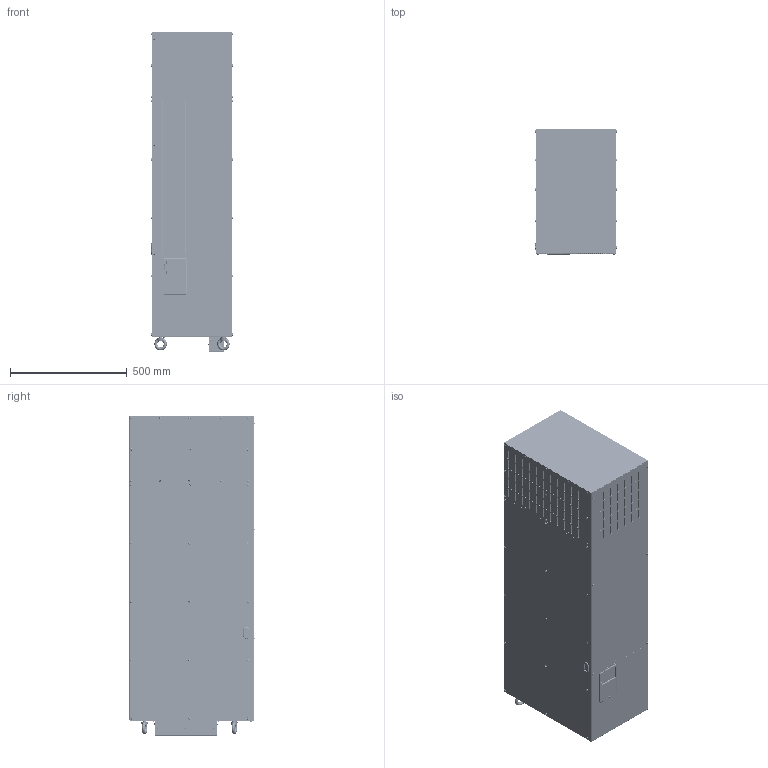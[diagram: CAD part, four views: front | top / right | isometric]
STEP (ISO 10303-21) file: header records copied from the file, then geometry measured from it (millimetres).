
FILE_DESCRIPTION (( 'STEP AP214' ), '1' );
FILE_NAME ('FC-430-L_1.STEP', '2025-05-07T13:50:12', ( '' ), ( '' ), 'SwSTEP 2.0', 'SolidWorks 2022', '' );
FILE_SCHEMA (( 'AUTOMOTIVE_DESIGN' ));
Length unit declared in the file: millimetre
Products named in the file (1): FC-430-L_1
Bounding box: 352.21 x 538.15 x 1370.92 mm (x, y, z)
Volume: 238601836.8 mm3; surface area: 3928393.1 mm2
Topology: 1 solids, 57 shells, 6783 faces, 17029 edges, 10957 vertices
Faces by surface type: plane 3473, cylinder 2446, torus 372, sphere 346, cone 80, bspline 66
Entity records: 287306 total; most frequent: CARTESIAN_POINT 50805, DIRECTION 37394, ORIENTED_EDGE 33994, EDGE_CURVE 16997, AXIS2_PLACEMENT_3D 14550, VERTEX_POINT 10957, VECTOR 8294, LINE 8294
